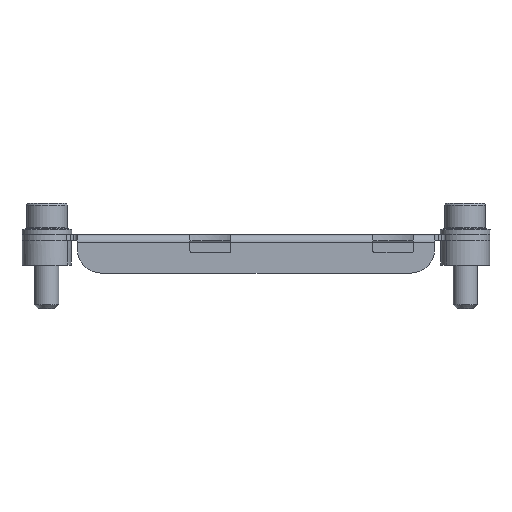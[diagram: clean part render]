
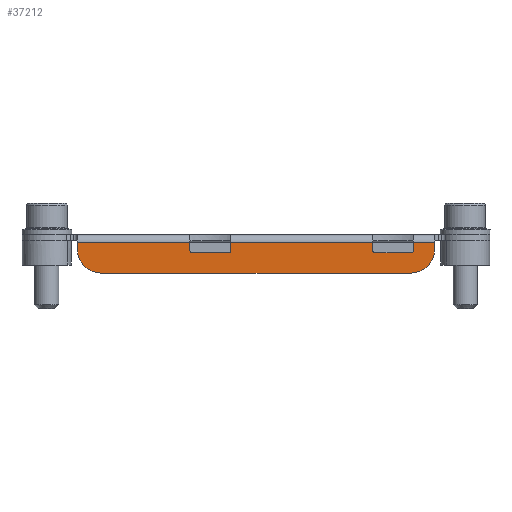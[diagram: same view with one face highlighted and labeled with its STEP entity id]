
A CAD part, front view. The second image highlights one B-rep face of the part: STEP entity #37212.
In plain terms, the highlighted planar face has unit normal (0, -1, 0).
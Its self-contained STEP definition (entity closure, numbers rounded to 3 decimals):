
#1961=DIRECTION('',(0.,0.,-1.));
#1962=VECTOR('',#1961,1.5);
#1963=CARTESIAN_POINT('',(44.,-22.,-2.));
#1964=LINE('',#1963,#1962);
#1965=DIRECTION('',(1.,0.,0.));
#1966=VECTOR('',#1965,5.25);
#1967=CARTESIAN_POINT('',(38.75,-22.,-2.));
#1968=LINE('',#1967,#1966);
#1973=CARTESIAN_POINT('',(38.,-22.,-3.5));
#1974=DIRECTION('',(0.,-1.,0.));
#1975=DIRECTION('',(0.,0.,-1.));
#1976=AXIS2_PLACEMENT_3D('',#1973,#1974,#1975);
#1978=CARTESIAN_POINT('',(-38.,-22.,-3.5));
#1979=DIRECTION('',(0.,-1.,0.));
#1980=DIRECTION('',(-1.,0.,0.));
#1981=AXIS2_PLACEMENT_3D('',#1978,#1979,#1980);
#1983=CARTESIAN_POINT('',(-15.75,-22.,-4.));
#1984=DIRECTION('',(0.,1.,0.));
#1985=DIRECTION('',(0.,0.,-1.));
#1986=AXIS2_PLACEMENT_3D('',#1983,#1984,#1985);
#1988=CARTESIAN_POINT('',(-6.75,-22.,-4.));
#1989=DIRECTION('',(0.,1.,0.));
#1990=DIRECTION('',(1.,0.,0.));
#1991=AXIS2_PLACEMENT_3D('',#1988,#1989,#1990);
#1993=CARTESIAN_POINT('',(29.25,-22.,-4.));
#1994=DIRECTION('',(0.,1.,0.));
#1995=DIRECTION('',(0.,0.,-1.));
#1996=AXIS2_PLACEMENT_3D('',#1993,#1994,#1995);
#1998=CARTESIAN_POINT('',(38.25,-22.,-4.));
#1999=DIRECTION('',(0.,1.,0.));
#2000=DIRECTION('',(1.,0.,0.));
#2001=AXIS2_PLACEMENT_3D('',#1998,#1999,#2000);
#2057=DIRECTION('',(0.,0.,-1.));
#2058=VECTOR('',#2057,2.);
#2059=CARTESIAN_POINT('',(28.75,-22.,-2.));
#2060=LINE('',#2059,#2058);
#2083=DIRECTION('',(1.,0.,0.));
#2084=VECTOR('',#2083,35.);
#2085=CARTESIAN_POINT('',(-6.25,-22.,-2.));
#2086=LINE('',#2085,#2084);
#2100=DIRECTION('',(0.,0.,1.));
#2101=VECTOR('',#2100,2.);
#2102=CARTESIAN_POINT('',(-6.25,-22.,-4.));
#2103=LINE('',#2102,#2101);
#2125=DIRECTION('',(1.,0.,0.));
#2126=VECTOR('',#2125,9.);
#2127=CARTESIAN_POINT('',(-15.75,-22.,-4.5));
#2128=LINE('',#2127,#2126);
#2141=DIRECTION('',(0.,0.,-1.));
#2142=VECTOR('',#2141,2.);
#2143=CARTESIAN_POINT('',(-16.25,-22.,-2.));
#2144=LINE('',#2143,#2142);
#2167=DIRECTION('',(1.,0.,0.));
#2168=VECTOR('',#2167,27.75);
#2169=CARTESIAN_POINT('',(-44.,-22.,-2.));
#2170=LINE('',#2169,#2168);
#2180=DIRECTION('',(0.,0.,1.));
#2181=VECTOR('',#2180,1.5);
#2182=CARTESIAN_POINT('',(-44.,-22.,-3.5));
#2183=LINE('',#2182,#2181);
#2201=DIRECTION('',(-1.,0.,0.));
#2202=VECTOR('',#2201,76.);
#2203=CARTESIAN_POINT('',(38.,-22.,-9.5));
#2204=LINE('',#2203,#2202);
#2938=DIRECTION('',(0.,0.,1.));
#2939=VECTOR('',#2938,2.);
#2940=CARTESIAN_POINT('',(38.75,-22.,-4.));
#2941=LINE('',#2940,#2939);
#2963=DIRECTION('',(1.,0.,0.));
#2964=VECTOR('',#2963,9.);
#2965=CARTESIAN_POINT('',(29.25,-22.,-4.5));
#2966=LINE('',#2965,#2964);
#31009=CARTESIAN_POINT('',(38.75,-22.,-4.));
#31010=VERTEX_POINT('',#31009);
#31011=CARTESIAN_POINT('',(38.75,-22.,-2.));
#31012=VERTEX_POINT('',#31011);
#31013=CARTESIAN_POINT('',(38.25,-22.,-4.5));
#31014=VERTEX_POINT('',#31013);
#31017=CARTESIAN_POINT('',(29.25,-22.,-4.5));
#31018=VERTEX_POINT('',#31017);
#31023=CARTESIAN_POINT('',(28.75,-22.,-4.));
#31024=VERTEX_POINT('',#31023);
#31029=CARTESIAN_POINT('',(-16.25,-22.,-4.));
#31030=VERTEX_POINT('',#31029);
#31031=CARTESIAN_POINT('',(-15.75,-22.,-4.5));
#31032=VERTEX_POINT('',#31031);
#31033=CARTESIAN_POINT('',(-6.75,-22.,-4.5));
#31034=VERTEX_POINT('',#31033);
#31037=CARTESIAN_POINT('',(-6.25,-22.,-4.));
#31038=VERTEX_POINT('',#31037);
#31157=CARTESIAN_POINT('',(-6.25,-22.,-2.));
#31158=VERTEX_POINT('',#31157);
#31159=CARTESIAN_POINT('',(28.75,-22.,-2.));
#31160=VERTEX_POINT('',#31159);
#31173=CARTESIAN_POINT('',(-38.,-22.,-9.5));
#31174=VERTEX_POINT('',#31173);
#31175=CARTESIAN_POINT('',(-44.,-22.,-3.5));
#31176=VERTEX_POINT('',#31175);
#31177=CARTESIAN_POINT('',(38.,-22.,-9.5));
#31178=VERTEX_POINT('',#31177);
#31179=CARTESIAN_POINT('',(44.,-22.,
-3.5));
#31180=VERTEX_POINT('',#31179);
#31181=CARTESIAN_POINT('',(44.,-22.,-2.));
#31182=VERTEX_POINT('',#31181);
#31183=CARTESIAN_POINT('',(-16.25,-22.,-2.));
#31184=VERTEX_POINT('',#31183);
#31185=CARTESIAN_POINT('',(-44.,-22.,-2.));
#31186=VERTEX_POINT('',#31185);
#37171=CARTESIAN_POINT('',(-51.6,-22.,-9.7));
#37172=DIRECTION('',(0.,-1.,0.));
#37173=DIRECTION('',(1.,0.,0.));
#37174=AXIS2_PLACEMENT_3D('',#37171,#37172,#37173);
#37175=PLANE('',#37174);
#37176=ORIENTED_EDGE('',*,*,#37163,.T.);
#37177=ORIENTED_EDGE('',*,*,#37152,.T.);
#37179=ORIENTED_EDGE('',*,*,#37178,.F.);
#37181=ORIENTED_EDGE('',*,*,#37180,.T.);
#37183=ORIENTED_EDGE('',*,*,#37182,.F.);
#37185=ORIENTED_EDGE('',*,*,#37184,.T.);
#37187=ORIENTED_EDGE('',*,*,#37186,.T.);
#37189=ORIENTED_EDGE('',*,*,#37188,.T.);
#37191=ORIENTED_EDGE('',*,*,#37190,.F.);
#37193=ORIENTED_EDGE('',*,*,#37192,.T.);
#37195=ORIENTED_EDGE('',*,*,#37194,.F.);
#37197=ORIENTED_EDGE('',*,*,#37196,.T.);
#37199=ORIENTED_EDGE('',*,*,#37198,.T.);
#37201=ORIENTED_EDGE('',*,*,#37200,.T.);
#37203=ORIENTED_EDGE('',*,*,#37202,.F.);
#37205=ORIENTED_EDGE('',*,*,#37204,.T.);
#37207=ORIENTED_EDGE('',*,*,#37206,.F.);
#37209=ORIENTED_EDGE('',*,*,#37208,.T.);
#37210=EDGE_LOOP('',(#37176,#37177,#37179,#37181,#37183,#37185,#37187,#37189,
#37191,#37193,#37195,#37197,#37199,#37201,#37203,#37205,#37207,#37209));
#37211=FACE_OUTER_BOUND('',#37210,.F.);
#37212=ADVANCED_FACE('',(#37211),#37175,.T.);
#1977=CIRCLE('',#1976,6.);
#1982=CIRCLE('',#1981,6.);
#1987=CIRCLE('',#1986,0.5);
#1992=CIRCLE('',#1991,0.5);
#1997=CIRCLE('',#1996,0.5);
#2002=CIRCLE('',#2001,0.5);
#37152=EDGE_CURVE('',#31182,#31180,#1964,.T.);
#37163=EDGE_CURVE('',#31012,#31182,#1968,.T.);
#37178=EDGE_CURVE('',#31178,#31180,#1977,.T.);
#37180=EDGE_CURVE('',#31178,#31174,#2204,.T.);
#37182=EDGE_CURVE('',#31176,#31174,#1982,.T.);
#37184=EDGE_CURVE('',#31176,#31186,#2183,.T.);
#37186=EDGE_CURVE('',#31186,#31184,#2170,.T.);
#37188=EDGE_CURVE('',#31184,#31030,#2144,.T.);
#37190=EDGE_CURVE('',#31032,#31030,#1987,.T.);
#37192=EDGE_CURVE('',#31032,#31034,#2128,.T.);
#37194=EDGE_CURVE('',#31038,#31034,#1992,.T.);
#37196=EDGE_CURVE('',#31038,#31158,#2103,.T.);
#37198=EDGE_CURVE('',#31158,#31160,#2086,.T.);
#37200=EDGE_CURVE('',#31160,#31024,#2060,.T.);
#37202=EDGE_CURVE('',#31018,#31024,#1997,.T.);
#37204=EDGE_CURVE('',#31018,#31014,#2966,.T.);
#37206=EDGE_CURVE('',#31010,#31014,#2002,.T.);
#37208=EDGE_CURVE('',#31010,#31012,#2941,.T.);
